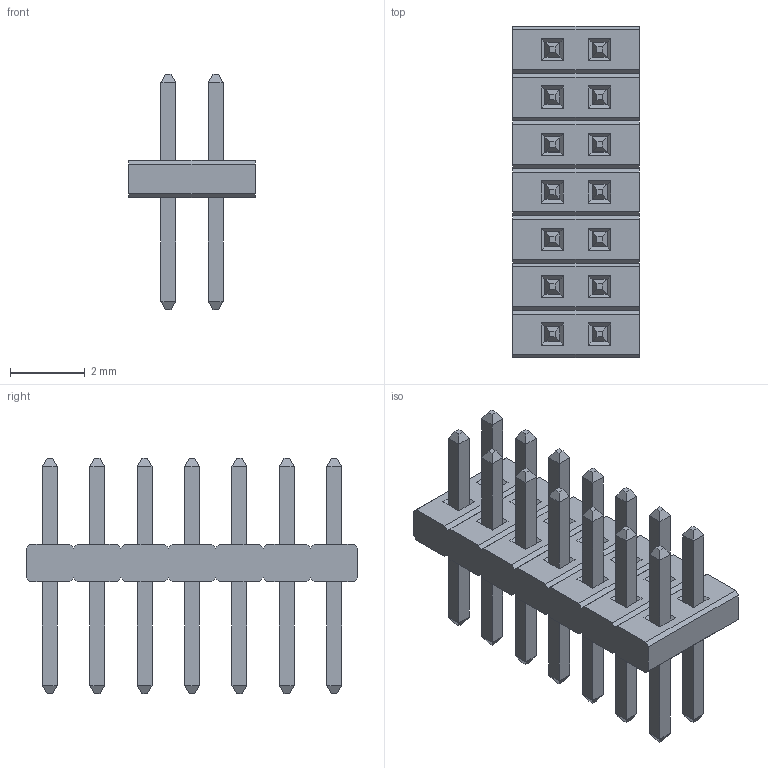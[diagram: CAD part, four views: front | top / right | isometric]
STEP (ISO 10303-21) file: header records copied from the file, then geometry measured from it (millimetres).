
FILE_DESCRIPTION((''),'2;1');
FILE_NAME('M50-350_ASM','2011-08-05T',('wbourne'),(''),'PRO/ENGINEER BY PARAMETRIC TECHNOLOGY CORPORATION, 2010280','PRO/ENGINEER BY PARAMETRIC TECHNOLOGY CORPORATION, 2010280','');
FILE_SCHEMA(('CONFIG_CONTROL_DESIGN','SHAPE_APPEARANCE_LAYERS_GROUPS'));
Length unit declared in the file: millimetre
Products named in the file (3): M50-350-MLD; M50-350-CONTACT; M50-350_ASM
Assembly tree (15 placements, depth 2):
  M50-350_ASM
    M50-350-MLD
    M50-350-CONTACT  x14
Bounding box: 3.4 x 8.89 x 6.3 mm (x, y, z)
Volume: 40.8 mm3; surface area: 242.5 mm2
Topology: 15 solids, 15 shells, 480 faces, 1084 edges, 648 vertices
Faces by surface type: plane 480
Entity records: 8572 total; most frequent: CARTESIAN_POINT 1151, ORIENTED_EDGE 1128, DIRECTION 1066, PRESENTATION_STYLE_ASSIGNMENT 575, STYLED_ITEM 566, VECTOR 564, LINE 564, CURVE_STYLE 564
